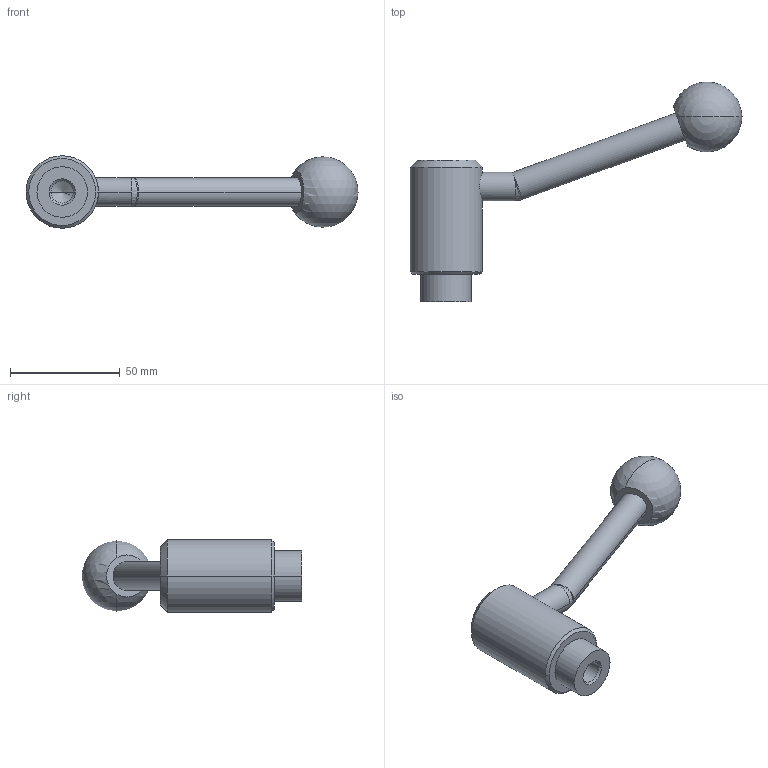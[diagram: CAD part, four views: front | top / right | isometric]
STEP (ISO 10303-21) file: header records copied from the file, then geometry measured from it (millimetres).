
FILE_DESCRIPTION( ( '' ), '1' );
FILE_NAME( 'K0112.1312.stp', '2012-11-01T14:40:20', ( '' ), ( '' ), ' ', ' ', ' ' );
FILE_SCHEMA( ( 'CONFIG_CONTROL_DESIGN' ) );
Length unit declared in the file: millimetre
Products named in the file (1): 1
Bounding box: 151.26 x 100.14 x 33 mm (x, y, z)
Volume: 76116.1 mm3; surface area: 15415.4 mm2
Topology: 1 solids, 1 shells, 30 faces, 81 edges, 42 vertices
Faces by surface type: cylinder 10, cone 8, sphere 8, plane 4
Entity records: 989 total; most frequent: CARTESIAN_POINT 245, DIRECTION 167, ORIENTED_EDGE 134, AXIS2_PLACEMENT_3D 74, EDGE_CURVE 67, CIRCLE 43, VERTEX_POINT 42, EDGE_LOOP 33
